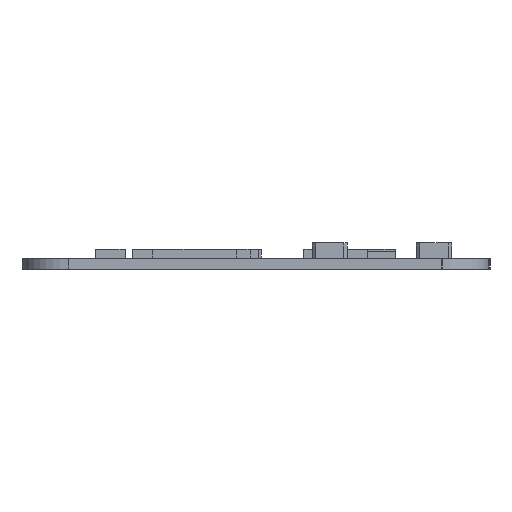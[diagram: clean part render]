
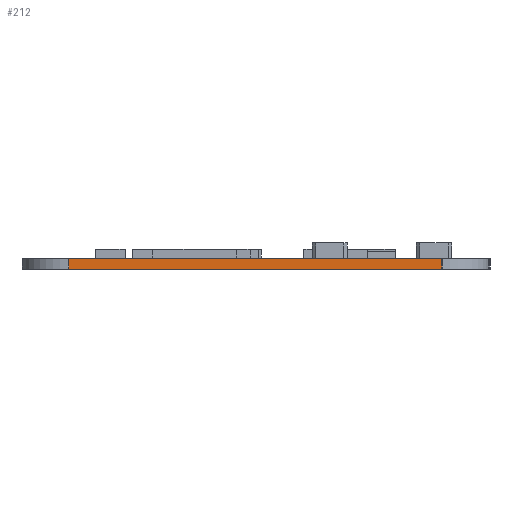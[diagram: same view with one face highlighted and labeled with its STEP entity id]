
A CAD part, left-side view. The second image highlights one B-rep face of the part: STEP entity #212.
In plain terms, the highlighted planar face has unit normal (-1, 0, 0).
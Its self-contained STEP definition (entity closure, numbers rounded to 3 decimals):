
#185 = VERTEX_POINT('',#186);
#186 = CARTESIAN_POINT('',(-4.75,0.459,0.));
#193 = EDGE_CURVE('',#194,#185,#196,.T.);
#194 = VERTEX_POINT('',#195);
#195 = CARTESIAN_POINT('',(-4.75,0.459,-1.123));
#196 = LINE('',#197,#198);
#197 = CARTESIAN_POINT('',(-4.75,0.459,-1.123));
#198 = VECTOR('',#199,1.);
#199 = DIRECTION('',(0.,0.,1.));
#212 = ADVANCED_FACE('',(#213),#238,.T.);
#213 = FACE_BOUND('',#214,.T.);
#214 = EDGE_LOOP('',(#215,#216,#224,#232));
#215 = ORIENTED_EDGE('',*,*,#193,.T.);
#216 = ORIENTED_EDGE('',*,*,#217,.T.);
#217 = EDGE_CURVE('',#185,#218,#220,.T.);
#218 = VERTEX_POINT('',#219);
#219 = CARTESIAN_POINT('',(-4.75,40.564,0.));
#220 = LINE('',#221,#222);
#221 = CARTESIAN_POINT('',(-4.75,0.459,0.));
#222 = VECTOR('',#223,1.);
#223 = DIRECTION('',(0.,1.,0.));
#224 = ORIENTED_EDGE('',*,*,#225,.F.);
#225 = EDGE_CURVE('',#226,#218,#228,.T.);
#226 = VERTEX_POINT('',#227);
#227 = CARTESIAN_POINT('',(-4.75,40.564,-1.123));
#228 = LINE('',#229,#230);
#229 = CARTESIAN_POINT('',(-4.75,40.564,-1.123));
#230 = VECTOR('',#231,1.);
#231 = DIRECTION('',(0.,0.,1.));
#232 = ORIENTED_EDGE('',*,*,#233,.F.);
#233 = EDGE_CURVE('',#194,#226,#234,.T.);
#234 = LINE('',#235,#236);
#235 = CARTESIAN_POINT('',(-4.75,0.459,-1.123));
#236 = VECTOR('',#237,1.);
#237 = DIRECTION('',(0.,1.,0.));
#238 = PLANE('',#239);
#239 = AXIS2_PLACEMENT_3D('',#240,#241,#242);
#240 = CARTESIAN_POINT('',(-4.75,0.459,-1.123));
#241 = DIRECTION('',(-1.,0.,0.));
#242 = DIRECTION('',(0.,1.,0.));
